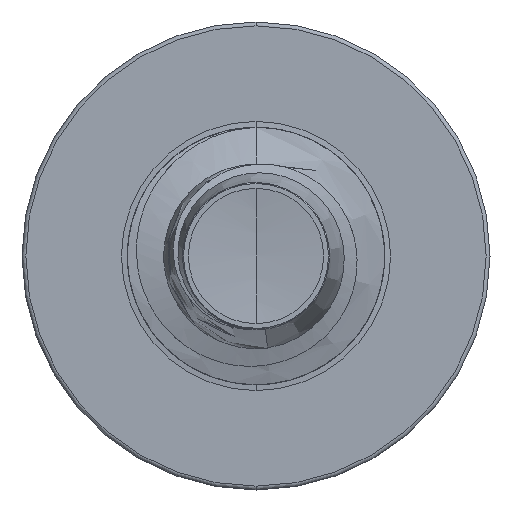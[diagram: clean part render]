
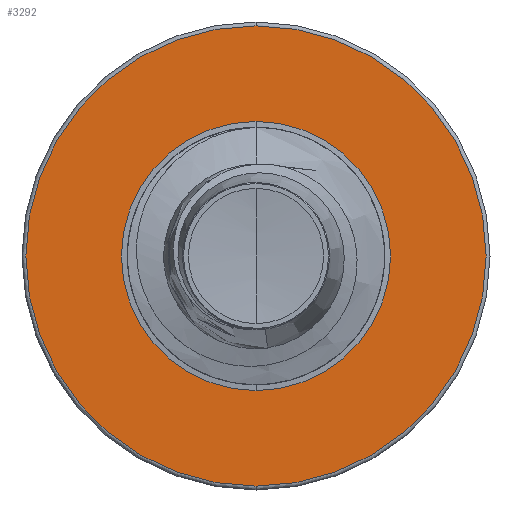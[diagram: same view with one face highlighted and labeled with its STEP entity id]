
A CAD part, front view. The second image highlights one B-rep face of the part: STEP entity #3292.
In plain terms, the highlighted planar face has unit normal (0, -1, 0).
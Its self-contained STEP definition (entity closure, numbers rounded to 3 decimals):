
#151 = DIRECTION ( 'NONE',  ( 0., 1., 0. ) ) ;
#170 = CARTESIAN_POINT ( 'NONE',  ( 0., 11., 1.967 ) ) ;
#690 = ORIENTED_EDGE ( 'NONE', *, *, #21793, .F. ) ;
#2870 = EDGE_CURVE ( 'NONE', #5882, #23631, #11704, .T. ) ;
#2961 = CIRCLE ( 'NONE', #19226, 1.967 ) ;
#3292 = ADVANCED_FACE ( 'NONE', ( #10481, #20052 ), #22299, .F. ) ;
#4443 = CARTESIAN_POINT ( 'NONE',  ( 0., 11., 0. ) ) ;
#5496 = CIRCLE ( 'NONE', #15803, 1.15 ) ;
#5882 = VERTEX_POINT ( 'NONE', #13983 ) ;
#6019 = ORIENTED_EDGE ( 'NONE', *, *, #20293, .F. ) ;
#6457 = DIRECTION ( 'NONE',  ( 0., 0., 1. ) ) ;
#7424 = AXIS2_PLACEMENT_3D ( 'NONE', #21882, #21860, #21831 ) ;
#7813 = CARTESIAN_POINT ( 'NONE',  ( 0., 11., -1.967 ) ) ;
#9030 = DIRECTION ( 'NONE',  ( 0., 1., 0. ) ) ;
#10481 = FACE_OUTER_BOUND ( 'NONE', #18906, .T. ) ;
#11704 = CIRCLE ( 'NONE', #22237, 1.15 ) ;
#12076 = CARTESIAN_POINT ( 'NONE',  ( 0., 11., 0. ) ) ;
#12751 = VERTEX_POINT ( 'NONE', #170 ) ;
#13983 = CARTESIAN_POINT ( 'NONE',  ( 0., 11., -1.15 ) ) ;
#14000 = DIRECTION ( 'NONE',  ( 0., 0., 1. ) ) ;
#14686 = EDGE_CURVE ( 'NONE', #23631, #5882, #5496, .T. ) ;
#15431 = ORIENTED_EDGE ( 'NONE', *, *, #2870, .T. ) ;
#15803 = AXIS2_PLACEMENT_3D ( 'NONE', #12076, #151, #14000 ) ;
#17135 = EDGE_LOOP ( 'NONE', ( #21517, #15431 ) ) ;
#17852 = DIRECTION ( 'NONE',  ( 0., 1., 0. ) ) ;
#18512 = AXIS2_PLACEMENT_3D ( 'NONE', #19966, #9030, #21461 ) ;
#18647 = VERTEX_POINT ( 'NONE', #7813 ) ;
#18906 = EDGE_LOOP ( 'NONE', ( #690, #6019 ) ) ;
#19226 = AXIS2_PLACEMENT_3D ( 'NONE', #4443, #17852, #6457 ) ;
#19966 = CARTESIAN_POINT ( 'NONE',  ( 0., 11., 0. ) ) ;
#20052 = FACE_BOUND ( 'NONE', #17135, .T. ) ;
#20293 = EDGE_CURVE ( 'NONE', #18647, #12751, #20713, .T. ) ;
#20627 = CARTESIAN_POINT ( 'NONE',  ( 0., 11., 1.15 ) ) ;
#20713 = CIRCLE ( 'NONE', #18512, 1.967 ) ;
#21461 = DIRECTION ( 'NONE',  ( 0., 0., 1. ) ) ;
#21517 = ORIENTED_EDGE ( 'NONE', *, *, #14686, .T. ) ;
#21793 = EDGE_CURVE ( 'NONE', #12751, #18647, #2961, .T. ) ;
#21831 = DIRECTION ( 'NONE',  ( 0., 0., 1. ) ) ;
#21860 = DIRECTION ( 'NONE',  ( 0., 1., 0. ) ) ;
#21882 = CARTESIAN_POINT ( 'NONE',  ( 0., 11., -1.15 ) ) ;
#22237 = AXIS2_PLACEMENT_3D ( 'NONE', #23702, #23697, #23673 ) ;
#22299 = PLANE ( 'NONE',  #7424 ) ;
#23631 = VERTEX_POINT ( 'NONE', #20627 ) ;
#23673 = DIRECTION ( 'NONE',  ( 0., 0., 1. ) ) ;
#23697 = DIRECTION ( 'NONE',  ( 0., 1., 0. ) ) ;
#23702 = CARTESIAN_POINT ( 'NONE',  ( 0., 11., 0. ) ) ;
